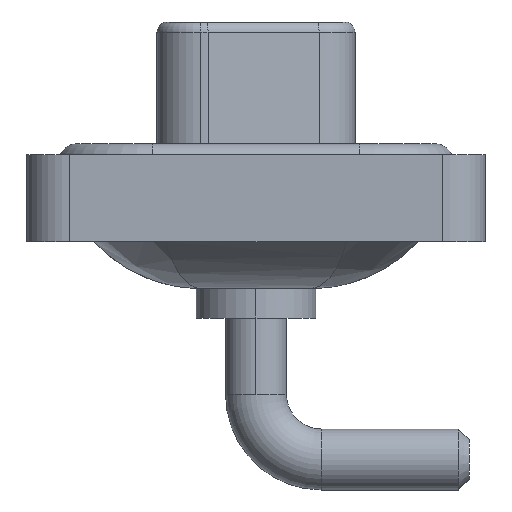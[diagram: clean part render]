
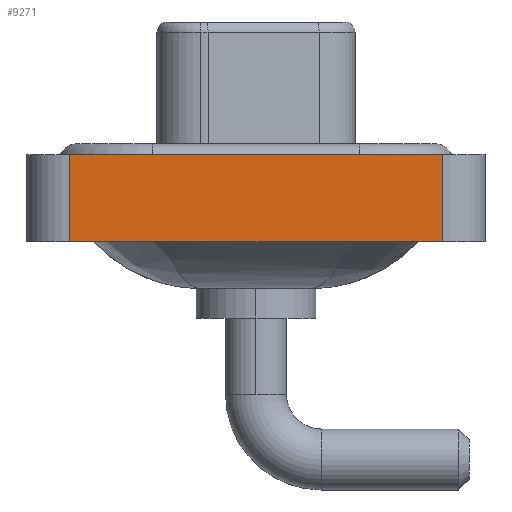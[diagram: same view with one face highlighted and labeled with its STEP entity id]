
A CAD part, left-side view. The second image highlights one B-rep face of the part: STEP entity #9271.
In plain terms, the highlighted planar face has unit normal (-1, 0, 0).
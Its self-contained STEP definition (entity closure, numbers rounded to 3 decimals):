
#134 = CARTESIAN_POINT ( 'NONE',  ( -7.25, -8.55, -3.6 ) ) ;
#159 = CARTESIAN_POINT ( 'NONE',  ( -7.25, 8.55, 0.4 ) ) ;
#570 = DIRECTION ( 'NONE',  ( 0., 0., 1. ) ) ;
#817 = ORIENTED_EDGE ( 'NONE', *, *, #10181, .T. ) ;
#1293 = ORIENTED_EDGE ( 'NONE', *, *, #6486, .F. ) ;
#2189 = EDGE_CURVE ( 'NONE', #3594, #11915, #7524, .T. ) ;
#3594 = VERTEX_POINT ( 'NONE', #13080 ) ;
#3879 = FACE_OUTER_BOUND ( 'NONE', #8202, .T. ) ;
#4701 = ORIENTED_EDGE ( 'NONE', *, *, #2189, .T. ) ;
#4860 = AXIS2_PLACEMENT_3D ( 'NONE', #14144, #6040, #8396 ) ;
#5042 = PLANE ( 'NONE',  #4860 ) ;
#5393 = DIRECTION ( 'NONE',  ( 0., -1., 0. ) ) ;
#5992 = VERTEX_POINT ( 'NONE', #159 ) ;
#5998 = LINE ( 'NONE', #10648, #6191 ) ;
#6040 = DIRECTION ( 'NONE',  ( -1., 0., 0. ) ) ;
#6191 = VECTOR ( 'NONE', #12406, 1000. ) ;
#6389 = CARTESIAN_POINT ( 'NONE',  ( -7.25, 8.55, -3.6 ) ) ;
#6486 = EDGE_CURVE ( 'NONE', #3594, #5992, #9821, .T. ) ;
#6883 = CARTESIAN_POINT ( 'NONE',  ( -7.25, -8.55, -3.6 ) ) ;
#7216 = CARTESIAN_POINT ( 'NONE',  ( -7.25, -8.55, 0.4 ) ) ;
#7524 = LINE ( 'NONE', #11052, #11736 ) ;
#8175 = VECTOR ( 'NONE', #570, 1000. ) ;
#8202 = EDGE_LOOP ( 'NONE', ( #817, #12100, #1293, #4701 ) ) ;
#8396 = DIRECTION ( 'NONE',  ( 0., 0., 1. ) ) ;
#9249 = LINE ( 'NONE', #6883, #13431 ) ;
#9271 = ADVANCED_FACE ( 'NONE', ( #3879 ), #5042, .T. ) ;
#9821 = LINE ( 'NONE', #6389, #8175 ) ;
#10181 = EDGE_CURVE ( 'NONE', #11915, #12412, #9249, .T. ) ;
#10548 = DIRECTION ( 'NONE',  ( 0., 0., 1. ) ) ;
#10648 = CARTESIAN_POINT ( 'NONE',  ( -7.25, -8.55, 0.4 ) ) ;
#11052 = CARTESIAN_POINT ( 'NONE',  ( -7.25, -8.55, -3.6 ) ) ;
#11736 = VECTOR ( 'NONE', #5393, 1000. ) ;
#11915 = VERTEX_POINT ( 'NONE', #134 ) ;
#12100 = ORIENTED_EDGE ( 'NONE', *, *, #13285, .F. ) ;
#12406 = DIRECTION ( 'NONE',  ( 0., -1., 0. ) ) ;
#12412 = VERTEX_POINT ( 'NONE', #7216 ) ;
#13080 = CARTESIAN_POINT ( 'NONE',  ( -7.25, 8.55, -3.6 ) ) ;
#13285 = EDGE_CURVE ( 'NONE', #5992, #12412, #5998, .T. ) ;
#13431 = VECTOR ( 'NONE', #10548, 1000. ) ;
#14144 = CARTESIAN_POINT ( 'NONE',  ( -7.25, -8.55, -3.6 ) ) ;
